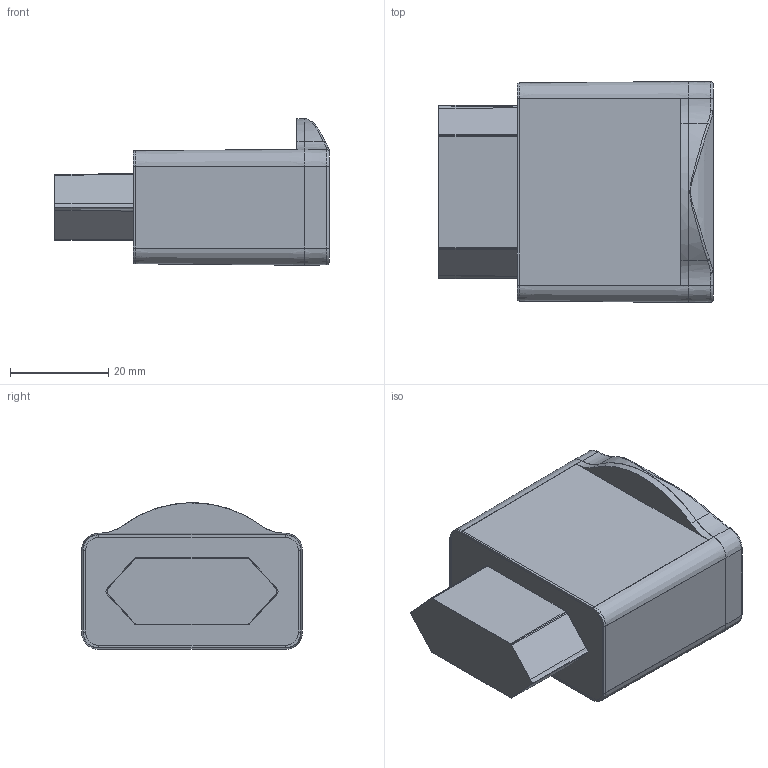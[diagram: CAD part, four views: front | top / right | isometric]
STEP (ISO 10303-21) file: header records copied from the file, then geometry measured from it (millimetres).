
FILE_DESCRIPTION(('CATIA V5 STEP Exchange'),'2;1');
FILE_NAME('appusbwalln2p_16062014.stp','2014-06-16T15:38:49+00:00',('none'),('none'),'CATIA Version 5 Release 19 SP 2 (IN-10)','CATIA V5 STEP AP203','none');
FILE_SCHEMA(('CONFIG_CONTROL_DESIGN'));
Length unit declared in the file: millimetre
Products named in the file (1): appusbwall2
Assembly tree (4 placements, depth 2):
  appusbwall2
    #56
    #5797
    #6366
    #7145
Bounding box: 55.83 x 44.95 x 29.83 mm (x, y, z)
Volume: 17653.5 mm3; surface area: 38939.3 mm2
Topology: 4 solids, 8 shells, 441 faces, 1168 edges, 756 vertices
Faces by surface type: plane 232, cylinder 94, cone 57, torus 28, extrusion 16, bspline 10, sphere 4
Entity records: 12037 total; most frequent: CARTESIAN_POINT 2969, ORIENTED_EDGE 2270, DIRECTION 1399, EDGE_CURVE 920, VECTOR 656, LINE 640, VERTEX_POINT 590, AXIS2_PLACEMENT_3D 483
